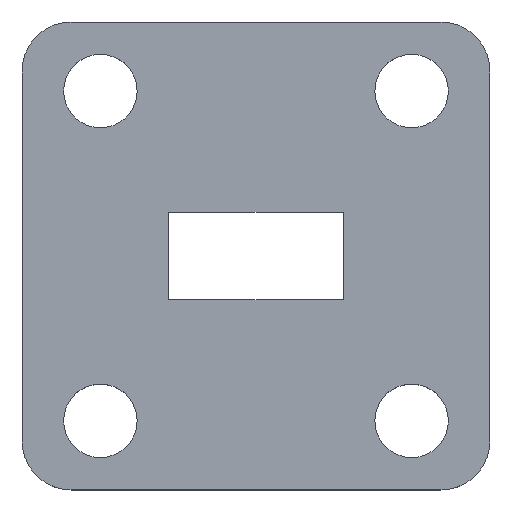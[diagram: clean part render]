
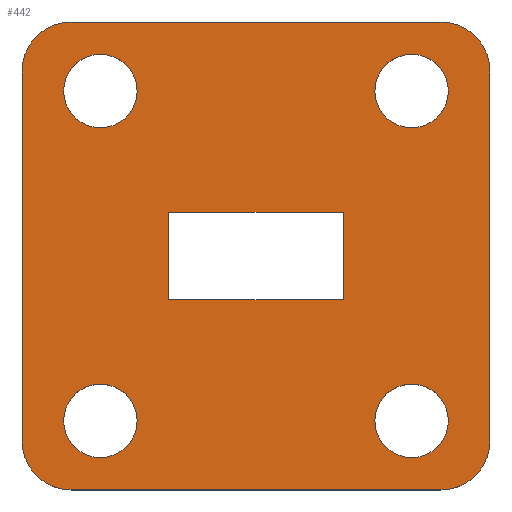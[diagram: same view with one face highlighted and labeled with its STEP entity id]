
A CAD part, top view. The second image highlights one B-rep face of the part: STEP entity #442.
In plain terms, the highlighted planar face has unit normal (0, 0, 1).
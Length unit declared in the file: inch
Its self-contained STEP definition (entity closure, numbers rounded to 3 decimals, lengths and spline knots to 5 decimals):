
#3 = CARTESIAN_POINT ( 'NONE',  ( 0.37598, -0.29724, 0. ) ) ;
#7 = AXIS2_PLACEMENT_3D ( 'NONE', #327, #613, #175 ) ;
#17 = CARTESIAN_POINT ( 'NONE',  ( -0.14, 0.07, 0. ) ) ;
#22 = EDGE_LOOP ( 'NONE', ( #615, #620, #648, #87, #149, #237, #589, #203 ) ) ;
#26 = CARTESIAN_POINT ( 'NONE',  ( -0.37598, -0.37598, 0. ) ) ;
#33 = ORIENTED_EDGE ( 'NONE', *, *, #379, .F. ) ;
#37 = VERTEX_POINT ( 'NONE', #128 ) ;
#38 = LINE ( 'NONE', #390, #189 ) ;
#42 = VECTOR ( 'NONE', #414, 39.37008 ) ;
#45 = VERTEX_POINT ( 'NONE', #405 ) ;
#48 = CARTESIAN_POINT ( 'NONE',  ( 0.14, -0.07, 0. ) ) ;
#51 = AXIS2_PLACEMENT_3D ( 'NONE', #608, #221, #171 ) ;
#64 = VECTOR ( 'NONE', #633, 39.37008 ) ;
#67 = CARTESIAN_POINT ( 'NONE',  ( -0.29724, 0.37598, 0. ) ) ;
#81 = FACE_BOUND ( 'NONE', #288, .T. ) ;
#84 = CARTESIAN_POINT ( 'NONE',  ( 0.37598, -0.37598, 0. ) ) ;
#87 = ORIENTED_EDGE ( 'NONE', *, *, #262, .T. ) ;
#95 = CARTESIAN_POINT ( 'NONE',  ( 0., 0., 0. ) ) ;
#98 = CARTESIAN_POINT ( 'NONE',  ( -0.19094, -0.26496, 0. ) ) ;
#102 = VERTEX_POINT ( 'NONE', #353 ) ;
#104 = EDGE_CURVE ( 'NONE', #596, #596, #115, .T. ) ;
#108 = DIRECTION ( 'NONE',  ( -1., 0., 0. ) ) ;
#110 = CARTESIAN_POINT ( 'NONE',  ( -0.37598, 0.29724, 0. ) ) ;
#115 = CIRCLE ( 'NONE', #487, 0.05906 ) ;
#125 = VERTEX_POINT ( 'NONE', #110 ) ;
#128 = CARTESIAN_POINT ( 'NONE',  ( -0.29724, -0.37598, 0. ) ) ;
#131 = CIRCLE ( 'NONE', #218, 0.05906 ) ;
#135 = EDGE_CURVE ( 'NONE', #535, #612, #492, .T. ) ;
#140 = VERTEX_POINT ( 'NONE', #496 ) ;
#144 = EDGE_LOOP ( 'NONE', ( #33, #225, #336, #211 ) ) ;
#149 = ORIENTED_EDGE ( 'NONE', *, *, #563, .T. ) ;
#153 = CARTESIAN_POINT ( 'NONE',  ( 0.14, -0.07, 0. ) ) ;
#155 = EDGE_CURVE ( 'NONE', #612, #329, #165, .T. ) ;
#158 = CARTESIAN_POINT ( 'NONE',  ( 0.29724, 0.37598, 0. ) ) ;
#165 = LINE ( 'NONE', #48, #42 ) ;
#169 = EDGE_CURVE ( 'NONE', #392, #125, #508, .T. ) ;
#171 = DIRECTION ( 'NONE',  ( 1., 0., 0. ) ) ;
#175 = DIRECTION ( 'NONE',  ( -1., 0., 0. ) ) ;
#187 = FACE_BOUND ( 'NONE', #144, .T. ) ;
#188 = EDGE_CURVE ( 'NONE', #45, #45, #131, .T. ) ;
#189 = VECTOR ( 'NONE', #294, 39.37008 ) ;
#192 = CARTESIAN_POINT ( 'NONE',  ( -0.14, -0.07, 0. ) ) ;
#203 = ORIENTED_EDGE ( 'NONE', *, *, #419, .T. ) ;
#211 = ORIENTED_EDGE ( 'NONE', *, *, #634, .F. ) ;
#214 = CARTESIAN_POINT ( 'NONE',  ( -0.14, -0.07, 0. ) ) ;
#216 = DIRECTION ( 'NONE',  ( 0., -1., 0. ) ) ;
#218 = AXIS2_PLACEMENT_3D ( 'NONE', #585, #635, #456 ) ;
#221 = DIRECTION ( 'NONE',  ( 0., 0., 1. ) ) ;
#225 = ORIENTED_EDGE ( 'NONE', *, *, #155, .F. ) ;
#230 = AXIS2_PLACEMENT_3D ( 'NONE', #95, #538, #241 ) ;
#235 = VERTEX_POINT ( 'NONE', #158 ) ;
#237 = ORIENTED_EDGE ( 'NONE', *, *, #255, .T. ) ;
#240 = VERTEX_POINT ( 'NONE', #556 ) ;
#241 = DIRECTION ( 'NONE',  ( -1., 0., 0. ) ) ;
#245 = LINE ( 'NONE', #84, #355 ) ;
#246 = DIRECTION ( 'NONE',  ( 0., 0., 1. ) ) ;
#255 = EDGE_CURVE ( 'NONE', #240, #629, #489, .T. ) ;
#257 = CARTESIAN_POINT ( 'NONE',  ( -0.29724, 0.29724, 0. ) ) ;
#262 = EDGE_CURVE ( 'NONE', #140, #37, #501, .T. ) ;
#264 = DIRECTION ( 'NONE',  ( -1., 0., 0. ) ) ;
#270 = LINE ( 'NONE', #367, #605 ) ;
#288 = EDGE_LOOP ( 'NONE', ( #437 ) ) ;
#294 = DIRECTION ( 'NONE',  ( -1., 0., 0. ) ) ;
#302 = CIRCLE ( 'NONE', #7, 0.07874 ) ;
#307 = DIRECTION ( 'NONE',  ( 1., 0., 0. ) ) ;
#312 = VECTOR ( 'NONE', #343, 39.37008 ) ;
#318 = AXIS2_PLACEMENT_3D ( 'NONE', #600, #463, #409 ) ;
#321 = DIRECTION ( 'NONE',  ( -1., 0., 0. ) ) ;
#324 = EDGE_LOOP ( 'NONE', ( #545 ) ) ;
#327 = CARTESIAN_POINT ( 'NONE',  ( 0.29724, 0.29724, 0. ) ) ;
#329 = VERTEX_POINT ( 'NONE', #478 ) ;
#332 = LINE ( 'NONE', #26, #312 ) ;
#336 = ORIENTED_EDGE ( 'NONE', *, *, #135, .F. ) ;
#343 = DIRECTION ( 'NONE',  ( 0., -1., 0. ) ) ;
#344 = CIRCLE ( 'NONE', #51, 0.05906 ) ;
#348 = FACE_BOUND ( 'NONE', #324, .T. ) ;
#351 = EDGE_CURVE ( 'NONE', #455, #455, #344, .T. ) ;
#352 = VERTEX_POINT ( 'NONE', #17 ) ;
#353 = CARTESIAN_POINT ( 'NONE',  ( 0.30906, 0.26496, 0. ) ) ;
#355 = VECTOR ( 'NONE', #445, 39.37008 ) ;
#363 = AXIS2_PLACEMENT_3D ( 'NONE', #510, #246, #470 ) ;
#364 = DIRECTION ( 'NONE',  ( 0., 0., 1. ) ) ;
#367 = CARTESIAN_POINT ( 'NONE',  ( -0.14, 0.07, 0. ) ) ;
#379 = EDGE_CURVE ( 'NONE', #329, #352, #270, .T. ) ;
#390 = CARTESIAN_POINT ( 'NONE',  ( -0.37598, 0.37598, 0. ) ) ;
#392 = VERTEX_POINT ( 'NONE', #67 ) ;
#395 = DIRECTION ( 'NONE',  ( 1., 0., 0. ) ) ;
#403 = LINE ( 'NONE', #494, #64 ) ;
#404 = ORIENTED_EDGE ( 'NONE', *, *, #592, .F. ) ;
#405 = CARTESIAN_POINT ( 'NONE',  ( -0.19094, 0.26496, 0. ) ) ;
#409 = DIRECTION ( 'NONE',  ( 1., 0., 0. ) ) ;
#414 = DIRECTION ( 'NONE',  ( 0., 1., 0. ) ) ;
#419 = EDGE_CURVE ( 'NONE', #434, #235, #302, .T. ) ;
#434 = VERTEX_POINT ( 'NONE', #485 ) ;
#437 = ORIENTED_EDGE ( 'NONE', *, *, #104, .F. ) ;
#442 = ADVANCED_FACE ( 'NONE', ( #187, #81, #481, #584, #348, #544 ), #541, .F. ) ;
#445 = DIRECTION ( 'NONE',  ( 0., 1., 0. ) ) ;
#447 = EDGE_LOOP ( 'NONE', ( #404 ) ) ;
#455 = VERTEX_POINT ( 'NONE', #505 ) ;
#456 = DIRECTION ( 'NONE',  ( 1., 0., 0. ) ) ;
#462 = CARTESIAN_POINT ( 'NONE',  ( -0.25, -0.26496, 0. ) ) ;
#463 = DIRECTION ( 'NONE',  ( 0., 0., 1. ) ) ;
#470 = DIRECTION ( 'NONE',  ( -1., 0., 0. ) ) ;
#478 = CARTESIAN_POINT ( 'NONE',  ( 0.14, 0.07, 0. ) ) ;
#481 = FACE_BOUND ( 'NONE', #636, .T. ) ;
#485 = CARTESIAN_POINT ( 'NONE',  ( 0.37598, 0.29724, 0. ) ) ;
#487 = AXIS2_PLACEMENT_3D ( 'NONE', #462, #506, #395 ) ;
#488 = ORIENTED_EDGE ( 'NONE', *, *, #351, .F. ) ;
#489 = CIRCLE ( 'NONE', #649, 0.07874 ) ;
#492 = LINE ( 'NONE', #214, #638 ) ;
#494 = CARTESIAN_POINT ( 'NONE',  ( -0.37598, -0.37598, 0. ) ) ;
#495 = EDGE_CURVE ( 'NONE', #125, #140, #332, .T. ) ;
#496 = CARTESIAN_POINT ( 'NONE',  ( -0.37598, -0.29724, 0. ) ) ;
#501 = CIRCLE ( 'NONE', #363, 0.07874 ) ;
#503 = LINE ( 'NONE', #550, #606 ) ;
#505 = CARTESIAN_POINT ( 'NONE',  ( 0.30906, -0.26496, 0. ) ) ;
#506 = DIRECTION ( 'NONE',  ( 0., 0., 1. ) ) ;
#508 = CIRCLE ( 'NONE', #614, 0.07874 ) ;
#510 = CARTESIAN_POINT ( 'NONE',  ( -0.29724, -0.29724, 0. ) ) ;
#517 = CIRCLE ( 'NONE', #318, 0.05906 ) ;
#535 = VERTEX_POINT ( 'NONE', #192 ) ;
#538 = DIRECTION ( 'NONE',  ( 0., 0., -1. ) ) ;
#541 = PLANE ( 'NONE',  #230 ) ;
#542 = DIRECTION ( 'NONE',  ( 0., 0., 1. ) ) ;
#544 = FACE_OUTER_BOUND ( 'NONE', #22, .T. ) ;
#545 = ORIENTED_EDGE ( 'NONE', *, *, #188, .F. ) ;
#549 = EDGE_CURVE ( 'NONE', #235, #392, #38, .T. ) ;
#550 = CARTESIAN_POINT ( 'NONE',  ( -0.14, -0.07, 0. ) ) ;
#555 = EDGE_CURVE ( 'NONE', #629, #434, #245, .T. ) ;
#556 = CARTESIAN_POINT ( 'NONE',  ( 0.29724, -0.37598, 0. ) ) ;
#559 = CARTESIAN_POINT ( 'NONE',  ( 0.29724, -0.29724, 0. ) ) ;
#563 = EDGE_CURVE ( 'NONE', #37, #240, #403, .T. ) ;
#584 = FACE_BOUND ( 'NONE', #447, .T. ) ;
#585 = CARTESIAN_POINT ( 'NONE',  ( -0.25, 0.26496, 0. ) ) ;
#589 = ORIENTED_EDGE ( 'NONE', *, *, #555, .T. ) ;
#592 = EDGE_CURVE ( 'NONE', #102, #102, #517, .T. ) ;
#596 = VERTEX_POINT ( 'NONE', #98 ) ;
#600 = CARTESIAN_POINT ( 'NONE',  ( 0.25, 0.26496, 0. ) ) ;
#605 = VECTOR ( 'NONE', #321, 39.37008 ) ;
#606 = VECTOR ( 'NONE', #216, 39.37008 ) ;
#608 = CARTESIAN_POINT ( 'NONE',  ( 0.25, -0.26496, 0. ) ) ;
#612 = VERTEX_POINT ( 'NONE', #153 ) ;
#613 = DIRECTION ( 'NONE',  ( 0., 0., 1. ) ) ;
#614 = AXIS2_PLACEMENT_3D ( 'NONE', #257, #542, #264 ) ;
#615 = ORIENTED_EDGE ( 'NONE', *, *, #549, .T. ) ;
#620 = ORIENTED_EDGE ( 'NONE', *, *, #169, .T. ) ;
#629 = VERTEX_POINT ( 'NONE', #3 ) ;
#633 = DIRECTION ( 'NONE',  ( 1., 0., 0. ) ) ;
#634 = EDGE_CURVE ( 'NONE', #352, #535, #503, .T. ) ;
#635 = DIRECTION ( 'NONE',  ( 0., 0., 1. ) ) ;
#636 = EDGE_LOOP ( 'NONE', ( #488 ) ) ;
#638 = VECTOR ( 'NONE', #307, 39.37008 ) ;
#648 = ORIENTED_EDGE ( 'NONE', *, *, #495, .T. ) ;
#649 = AXIS2_PLACEMENT_3D ( 'NONE', #559, #364, #108 ) ;
